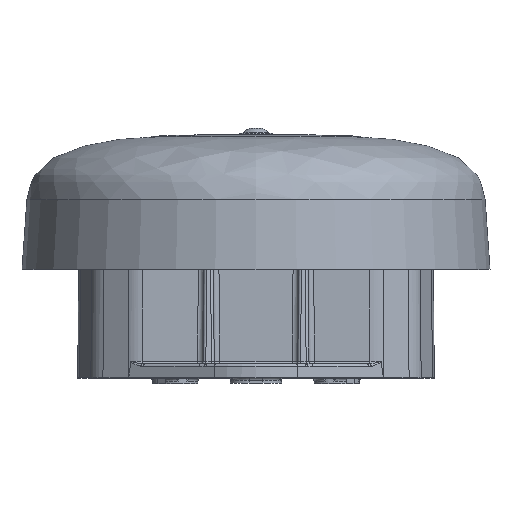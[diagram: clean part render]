
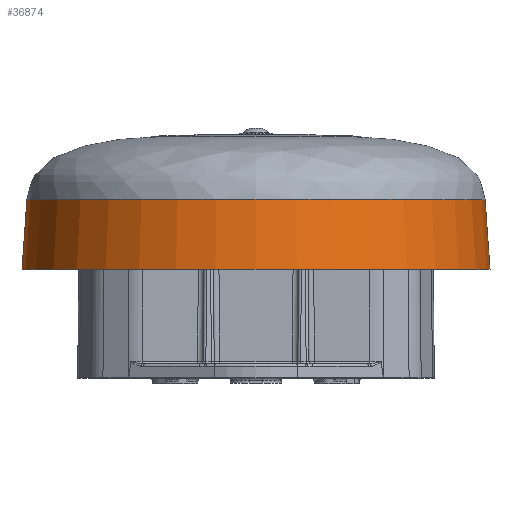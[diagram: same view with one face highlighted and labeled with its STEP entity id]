
A CAD part, top view. The second image highlights one B-rep face of the part: STEP entity #36874.
In plain terms, the highlighted conical face has half-angle 4 degrees and reference radius 82.252 mm.
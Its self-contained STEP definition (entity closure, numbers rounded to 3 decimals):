
#4075 = DIRECTION ( 'NONE',  ( 0., 0., 1. ) ) ;
#5463 = DIRECTION ( 'NONE',  ( 0., 1., 0. ) ) ;
#8859 = AXIS2_PLACEMENT_3D ( 'NONE', #75800, #5463, #122916 ) ;
#9832 = VERTEX_POINT ( 'NONE', #144215 ) ;
#22712 = VERTEX_POINT ( 'NONE', #101082 ) ;
#25396 = ORIENTED_EDGE ( 'NONE', *, *, #77102, .F. ) ;
#36874 = ADVANCED_FACE ( 'NONE', ( #113039, #57369 ), #94391, .T. ) ;
#51437 = EDGE_CURVE ( 'NONE', #9832, #9832, #52696, .T. ) ;
#52696 = CIRCLE ( 'NONE', #8859, 84. ) ;
#54429 = CARTESIAN_POINT ( 'NONE',  ( 0., 64., 0. ) ) ;
#57369 = FACE_BOUND ( 'NONE', #99742, .T. ) ;
#57852 = CIRCLE ( 'NONE', #80068, 82.252 ) ;
#61477 = CARTESIAN_POINT ( 'NONE',  ( 0., 64., 0. ) ) ;
#75250 = EDGE_LOOP ( 'NONE', ( #141785 ) ) ;
#75800 = CARTESIAN_POINT ( 'NONE',  ( 0., 39., 0. ) ) ;
#77102 = EDGE_CURVE ( 'NONE', #22712, #22712, #57852, .T. ) ;
#80068 = AXIS2_PLACEMENT_3D ( 'NONE', #61477, #134385, #4075 ) ;
#83549 = AXIS2_PLACEMENT_3D ( 'NONE', #54429, #95814, #138689 ) ;
#94391 = CONICAL_SURFACE ( 'NONE', #83549, 82.252, 0.07 ) ;
#95814 = DIRECTION ( 'NONE',  ( 0., -1., 0. ) ) ;
#99742 = EDGE_LOOP ( 'NONE', ( #25396 ) ) ;
#101082 = CARTESIAN_POINT ( 'NONE',  ( 0., 64., 82.252 ) ) ;
#113039 = FACE_OUTER_BOUND ( 'NONE', #75250, .T. ) ;
#122916 = DIRECTION ( 'NONE',  ( 0., 0., 1. ) ) ;
#134385 = DIRECTION ( 'NONE',  ( 0., 1., 0. ) ) ;
#138689 = DIRECTION ( 'NONE',  ( 0., 0., -1. ) ) ;
#141785 = ORIENTED_EDGE ( 'NONE', *, *, #51437, .T. ) ;
#144215 = CARTESIAN_POINT ( 'NONE',  ( 0., 39., 84. ) ) ;
